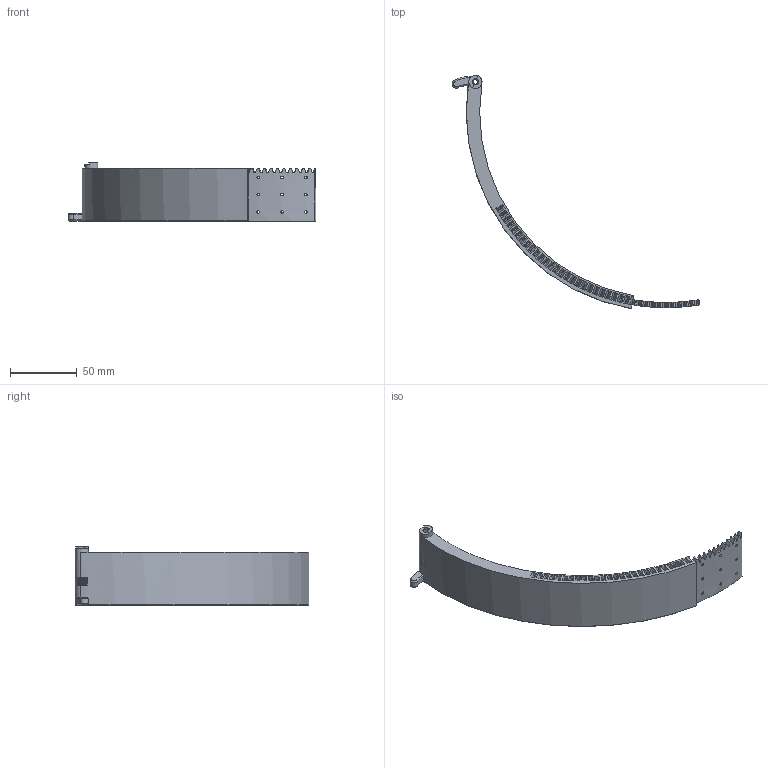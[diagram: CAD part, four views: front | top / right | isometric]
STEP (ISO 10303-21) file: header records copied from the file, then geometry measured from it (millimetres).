
FILE_DESCRIPTION(('FreeCAD Model'),'2;1');
FILE_NAME('Open CASCADE Shape Model','2024-11-10T11:19:22',('Author'),( ''),'Open CASCADE STEP processor 7.7','FreeCAD','Unknown');
FILE_SCHEMA(('AUTOMOTIVE_DESIGN { 1 0 10303 214 1 1 1 1 }'));
Length unit declared in the file: millimetre
Products named in the file (1): 2-rotor-segmented-in-two--part-1
Bounding box: 186.01 x 175.4 x 44 mm (x, y, z)
Volume: 97678 mm3; surface area: 31352.9 mm2
Topology: 1 solids, 1 shells, 361 faces, 968 edges, 653 vertices
Faces by surface type: plane 146, cone 88, bspline 81, cylinder 46
Full cylindrical faces by diameter (mm): 2 x6, 3.4 x11, 4.6 x2, 9 x9, 10 x1
Entity records: 12919 total; most frequent: CARTESIAN_POINT 4468, ORIENTED_EDGE 1936, DIRECTION 1440, EDGE_CURVE 968, VERTEX_POINT 653, AXIS2_PLACEMENT_3D 558, FACE_BOUND 429, EDGE_LOOP 429
